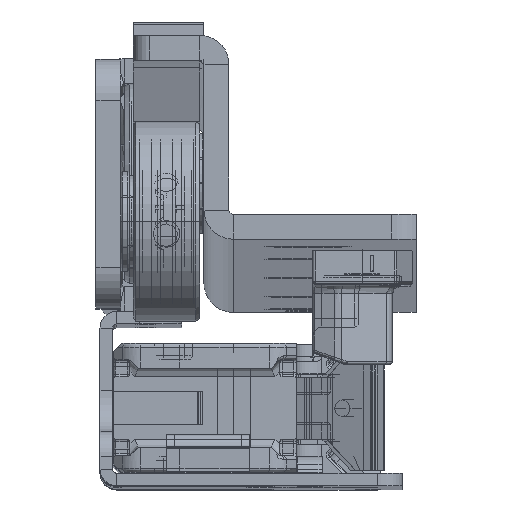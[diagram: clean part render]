
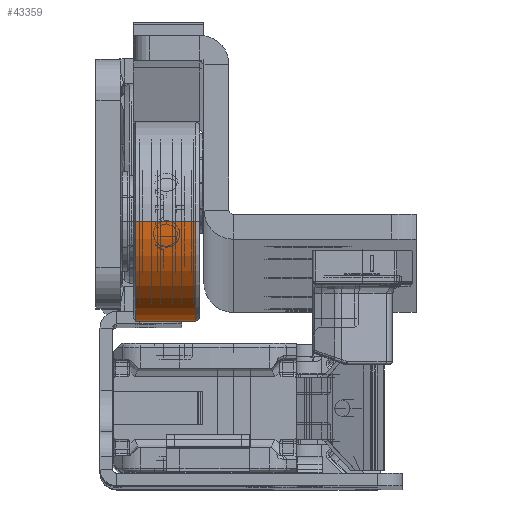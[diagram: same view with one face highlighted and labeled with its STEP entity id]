
A CAD part, top view. The second image highlights one B-rep face of the part: STEP entity #43359.
In plain terms, the highlighted cylindrical face has radius 12 mm (diameter 24 mm), a partial arc.
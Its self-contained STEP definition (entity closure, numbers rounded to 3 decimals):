
#593 = DIRECTION ( 'NONE',  ( -1., 0., 0. ) ) ;
#4573 = DIRECTION ( 'NONE',  ( 0., 0., -1. ) ) ;
#5944 = EDGE_CURVE ( 'NONE', #50020, #59676, #41211, .T. ) ;
#6650 = ORIENTED_EDGE ( 'NONE', *, *, #38199, .T. ) ;
#13360 = CARTESIAN_POINT ( 'NONE',  ( 0.5, 0., -12. ) ) ;
#14736 = EDGE_CURVE ( 'NONE', #59676, #122827, #117435, .T. ) ;
#22856 = AXIS2_PLACEMENT_3D ( 'NONE', #27940, #112335, #102129 ) ;
#27940 = CARTESIAN_POINT ( 'NONE',  ( 0., 0., 0. ) ) ;
#31927 = DIRECTION ( 'NONE',  ( 0., 0., 1. ) ) ;
#38199 = EDGE_CURVE ( 'NONE', #122072, #50020, #84320, .T. ) ;
#41211 = LINE ( 'NONE', #122882, #42516 ) ;
#42516 = VECTOR ( 'NONE', #82046, 1000. ) ;
#43359 = ADVANCED_FACE ( 'NONE', ( #70836 ), #80336, .T. ) ;
#47296 = ORIENTED_EDGE ( 'NONE', *, *, #5944, .T. ) ;
#50020 = VERTEX_POINT ( 'NONE', #125386 ) ;
#53095 = CARTESIAN_POINT ( 'NONE',  ( 0., 0., 12. ) ) ;
#59676 = VERTEX_POINT ( 'NONE', #13360 ) ;
#63868 = ORIENTED_EDGE ( 'NONE', *, *, #72247, .F. ) ;
#69034 = AXIS2_PLACEMENT_3D ( 'NONE', #104742, #593, #31927 ) ;
#70836 = FACE_OUTER_BOUND ( 'NONE', #117744, .T. ) ;
#72247 = EDGE_CURVE ( 'NONE', #122072, #122827, #84366, .T. ) ;
#72823 = DIRECTION ( 'NONE',  ( -1., 0., 0. ) ) ;
#76031 = AXIS2_PLACEMENT_3D ( 'NONE', #98530, #99204, #4573 ) ;
#80336 = CYLINDRICAL_SURFACE ( 'NONE', #22856, 12. ) ;
#82046 = DIRECTION ( 'NONE',  ( -1., 0., 0. ) ) ;
#82439 = VECTOR ( 'NONE', #72823, 1000. ) ;
#84320 = CIRCLE ( 'NONE', #69034, 12. ) ;
#84366 = LINE ( 'NONE', #53095, #82439 ) ;
#86903 = ORIENTED_EDGE ( 'NONE', *, *, #14736, .T. ) ;
#95861 = CARTESIAN_POINT ( 'NONE',  ( 7.711, 0., 12. ) ) ;
#98530 = CARTESIAN_POINT ( 'NONE',  ( 0.5, 0., 0. ) ) ;
#99204 = DIRECTION ( 'NONE',  ( 1., 0., 0. ) ) ;
#102129 = DIRECTION ( 'NONE',  ( 0., 0., 1. ) ) ;
#104742 = CARTESIAN_POINT ( 'NONE',  ( 7.711, 0., 0. ) ) ;
#112335 = DIRECTION ( 'NONE',  ( -1., 0., 0. ) ) ;
#112600 = CARTESIAN_POINT ( 'NONE',  ( 0.5, 0., 12. ) ) ;
#117435 = CIRCLE ( 'NONE', #76031, 12. ) ;
#117744 = EDGE_LOOP ( 'NONE', ( #6650, #47296, #86903, #63868 ) ) ;
#122072 = VERTEX_POINT ( 'NONE', #95861 ) ;
#122827 = VERTEX_POINT ( 'NONE', #112600 ) ;
#122882 = CARTESIAN_POINT ( 'NONE',  ( 0., 0., -12. ) ) ;
#125386 = CARTESIAN_POINT ( 'NONE',  ( 7.711, 0., -12. ) ) ;
